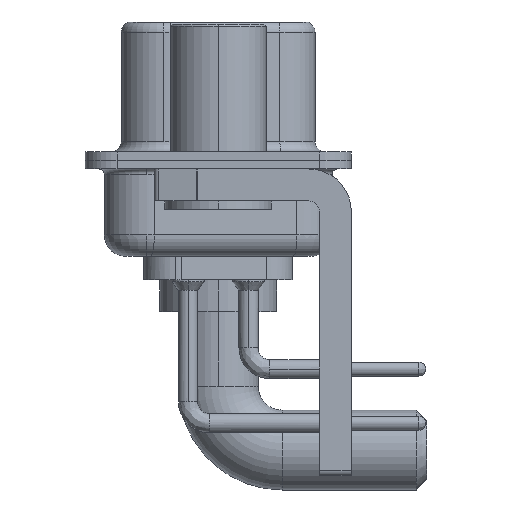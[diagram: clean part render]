
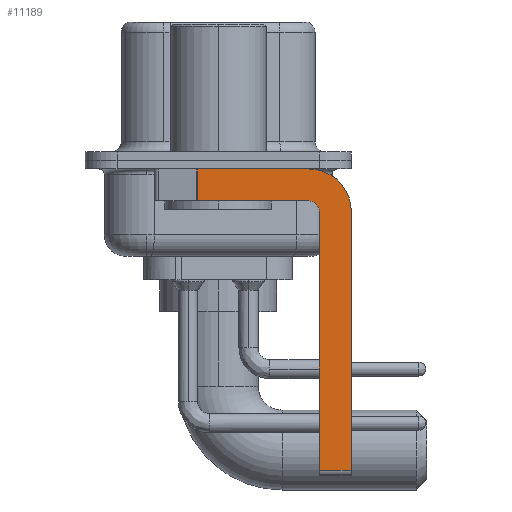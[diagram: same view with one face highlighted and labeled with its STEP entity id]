
A CAD part, left-side view. The second image highlights one B-rep face of the part: STEP entity #11189.
In plain terms, the highlighted planar face has unit normal (-1, 0, 0).
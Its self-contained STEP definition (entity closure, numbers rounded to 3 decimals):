
#297 = VERTEX_POINT ( 'NONE', #23188 ) ;
#569 = EDGE_CURVE ( 'NONE', #297, #7673, #1645, .T. ) ;
#726 = DIRECTION ( 'NONE',  ( 0., 0., -1. ) ) ;
#775 = FACE_OUTER_BOUND ( 'NONE', #16023, .T. ) ;
#1196 = VECTOR ( 'NONE', #726, 1000. ) ;
#1645 = CIRCLE ( 'NONE', #10485, 2. ) ;
#2218 = VERTEX_POINT ( 'NONE', #6123 ) ;
#2226 = EDGE_CURVE ( 'NONE', #23492, #8918, #13798, .T. ) ;
#2334 = ORIENTED_EDGE ( 'NONE', *, *, #15999, .T. ) ;
#2679 = VECTOR ( 'NONE', #7724, 1000. ) ;
#2897 = DIRECTION ( 'NONE',  ( 0., 0., 1. ) ) ;
#3243 = CARTESIAN_POINT ( 'NONE',  ( -2.9, 0.978, -1.9 ) ) ;
#3346 = AXIS2_PLACEMENT_3D ( 'NONE', #16270, #18399, #16625 ) ;
#4006 = DIRECTION ( 'NONE',  ( 0., -1., 0. ) ) ;
#4197 = CARTESIAN_POINT ( 'NONE',  ( -2.9, -4.25, -14.55 ) ) ;
#4248 = DIRECTION ( 'NONE',  ( 0., 0., -1. ) ) ;
#4529 = EDGE_CURVE ( 'NONE', #7673, #8050, #14055, .T. ) ;
#4834 = VECTOR ( 'NONE', #22023, 1000. ) ;
#4972 = CARTESIAN_POINT ( 'NONE',  ( -2.9, -6.25, -14.55 ) ) ;
#6000 = CARTESIAN_POINT ( 'NONE',  ( -2.9, -4.75, -14.55 ) ) ;
#6123 = CARTESIAN_POINT ( 'NONE',  ( -2.9, -4.25, -1.9 ) ) ;
#7612 = AXIS2_PLACEMENT_3D ( 'NONE', #8539, #19309, #2897 ) ;
#7673 = VERTEX_POINT ( 'NONE', #24758 ) ;
#7724 = DIRECTION ( 'NONE',  ( 0., 1., 0. ) ) ;
#7850 = LINE ( 'NONE', #19068, #2679 ) ;
#8050 = VERTEX_POINT ( 'NONE', #4972 ) ;
#8190 = CARTESIAN_POINT ( 'NONE',  ( -2.9, 0.978, -0.4 ) ) ;
#8374 = VECTOR ( 'NONE', #10610, 1000. ) ;
#8539 = CARTESIAN_POINT ( 'NONE',  ( -2.9, -4.25, -2.4 ) ) ;
#8918 = VERTEX_POINT ( 'NONE', #3243 ) ;
#8967 = CARTESIAN_POINT ( 'NONE',  ( -2.9, -4.75, -14.8 ) ) ;
#10485 = AXIS2_PLACEMENT_3D ( 'NONE', #16967, #14829, #14463 ) ;
#10610 = DIRECTION ( 'NONE',  ( 0., 0., 1. ) ) ;
#11189 = ADVANCED_FACE ( 'NONE', ( #775 ), #18285, .F. ) ;
#11298 = LINE ( 'NONE', #13682, #11453 ) ;
#11359 = VERTEX_POINT ( 'NONE', #6000 ) ;
#11453 = VECTOR ( 'NONE', #4006, 1000. ) ;
#11888 = ORIENTED_EDGE ( 'NONE', *, *, #22497, .F. ) ;
#11898 = ORIENTED_EDGE ( 'NONE', *, *, #21621, .F. ) ;
#12027 = EDGE_CURVE ( 'NONE', #11359, #22365, #24097, .T. ) ;
#12734 = VECTOR ( 'NONE', #4248, 1000. ) ;
#13682 = CARTESIAN_POINT ( 'NONE',  ( -2.9, 3., -0.4 ) ) ;
#13798 = LINE ( 'NONE', #21498, #12734 ) ;
#14055 = LINE ( 'NONE', #14180, #1196 ) ;
#14180 = CARTESIAN_POINT ( 'NONE',  ( -2.9, -6.25, -2.4 ) ) ;
#14463 = DIRECTION ( 'NONE',  ( 0., 0., -1. ) ) ;
#14829 = DIRECTION ( 'NONE',  ( 1., 0., 0. ) ) ;
#15916 = EDGE_CURVE ( 'NONE', #22365, #2218, #18467, .T. ) ;
#15999 = EDGE_CURVE ( 'NONE', #11359, #8050, #19430, .T. ) ;
#16023 = EDGE_LOOP ( 'NONE', ( #11898, #18294, #11888, #19177, #20294, #2334, #22318, #17542 ) ) ;
#16270 = CARTESIAN_POINT ( 'NONE',  ( -2.9, -4.25, -2.4 ) ) ;
#16312 = CARTESIAN_POINT ( 'NONE',  ( -2.9, -4.75, -2.4 ) ) ;
#16625 = DIRECTION ( 'NONE',  ( 0., 0., -1. ) ) ;
#16967 = CARTESIAN_POINT ( 'NONE',  ( -2.9, -4.25, -2.4 ) ) ;
#17542 = ORIENTED_EDGE ( 'NONE', *, *, #569, .F. ) ;
#18285 = PLANE ( 'NONE',  #3346 ) ;
#18294 = ORIENTED_EDGE ( 'NONE', *, *, #2226, .T. ) ;
#18399 = DIRECTION ( 'NONE',  ( 1., 0., 0. ) ) ;
#18467 = CIRCLE ( 'NONE', #7612, 0.5 ) ;
#19068 = CARTESIAN_POINT ( 'NONE',  ( -2.9, -4.25, -1.9 ) ) ;
#19177 = ORIENTED_EDGE ( 'NONE', *, *, #15916, .F. ) ;
#19309 = DIRECTION ( 'NONE',  ( -1., 0., 0. ) ) ;
#19430 = LINE ( 'NONE', #4197, #4834 ) ;
#20294 = ORIENTED_EDGE ( 'NONE', *, *, #12027, .F. ) ;
#21498 = CARTESIAN_POINT ( 'NONE',  ( -2.9, 0.978, -1.9 ) ) ;
#21621 = EDGE_CURVE ( 'NONE', #23492, #297, #11298, .T. ) ;
#22023 = DIRECTION ( 'NONE',  ( 0., -1., 0. ) ) ;
#22318 = ORIENTED_EDGE ( 'NONE', *, *, #4529, .F. ) ;
#22365 = VERTEX_POINT ( 'NONE', #16312 ) ;
#22497 = EDGE_CURVE ( 'NONE', #2218, #8918, #7850, .T. ) ;
#23188 = CARTESIAN_POINT ( 'NONE',  ( -2.9, -4.25, -0.4 ) ) ;
#23492 = VERTEX_POINT ( 'NONE', #8190 ) ;
#24097 = LINE ( 'NONE', #8967, #8374 ) ;
#24758 = CARTESIAN_POINT ( 'NONE',  ( -2.9, -6.25, -2.4 ) ) ;
